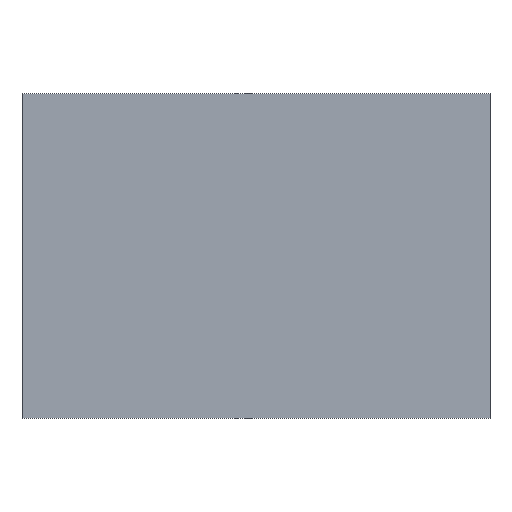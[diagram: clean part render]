
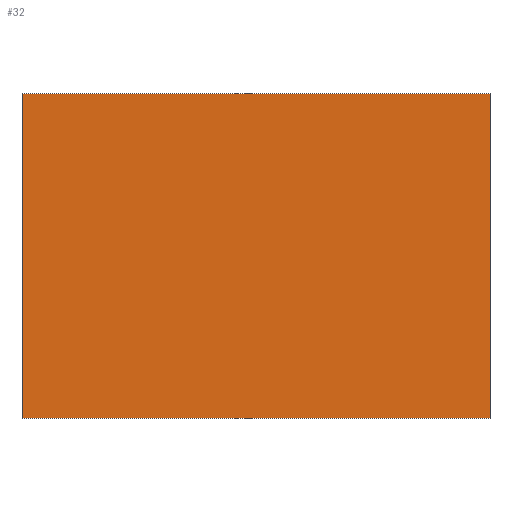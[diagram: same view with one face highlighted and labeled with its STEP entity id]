
A CAD part, front view. The second image highlights one B-rep face of the part: STEP entity #32.
In plain terms, the highlighted planar face has unit normal (0, -1, 0).
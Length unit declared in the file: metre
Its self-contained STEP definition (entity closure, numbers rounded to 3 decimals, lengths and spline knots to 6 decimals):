
#32 = ADVANCED_FACE( '', ( #62 ), #63, .F. );
#62 = FACE_OUTER_BOUND( '', #87, .T. );
#63 = PLANE( '', #88 );
#87 = EDGE_LOOP( '', ( #111, #112, #113, #114 ) );
#88 = AXIS2_PLACEMENT_3D( '', #115, #116, #117 );
#111 = ORIENTED_EDGE( '', *, *, #156, .T. );
#112 = ORIENTED_EDGE( '', *, *, #151, .F. );
#113 = ORIENTED_EDGE( '', *, *, #157, .T. );
#114 = ORIENTED_EDGE( '', *, *, #158, .T. );
#115 = CARTESIAN_POINT( '', ( 0.15, -0.005, -0.12461 ) );
#116 = DIRECTION( '', ( 0., 1., 0. ) );
#117 = DIRECTION( '', ( 0., 0., 1. ) );
#151 = EDGE_CURVE( '', #169, #170, #171, .T. );
#156 = EDGE_CURVE( '', #178, #170, #179, .T. );
#157 = EDGE_CURVE( '', #169, #180, #181, .T. );
#158 = EDGE_CURVE( '', #180, #178, #182, .T. );
#169 = VERTEX_POINT( '', #195 );
#170 = VERTEX_POINT( '', #196 );
#171 = LINE( '', #197, #198 );
#178 = VERTEX_POINT( '', #208 );
#179 = LINE( '', #209, #210 );
#180 = VERTEX_POINT( '', #211 );
#181 = LINE( '', #212, #213 );
#182 = LINE( '', #214, #215 );
#195 = CARTESIAN_POINT( '', ( 0.07, -0.005, -0.18 ) );
#196 = CARTESIAN_POINT( '', ( 0.07, -0.005, -0.06922 ) );
#197 = CARTESIAN_POINT( '', ( 0.07, -0.005, -0.12461 ) );
#198 = VECTOR( '', #232, 1. );
#208 = CARTESIAN_POINT( '', ( 0.23, -0.005, -0.06922 ) );
#209 = CARTESIAN_POINT( '', ( 0.15, -0.005, -0.06922 ) );
#210 = VECTOR( '', #236, 1. );
#211 = CARTESIAN_POINT( '', ( 0.23, -0.005, -0.18 ) );
#212 = CARTESIAN_POINT( '', ( 0.115, -0.005, -0.18 ) );
#213 = VECTOR( '', #237, 1. );
#214 = CARTESIAN_POINT( '', ( 0.23, -0.005, -0.09 ) );
#215 = VECTOR( '', #238, 1. );
#232 = DIRECTION( '', ( 0., 0., 1. ) );
#236 = DIRECTION( '', ( -1., 0., 0. ) );
#237 = DIRECTION( '', ( 1., 0., 0. ) );
#238 = DIRECTION( '', ( 0., 0., 1. ) );
